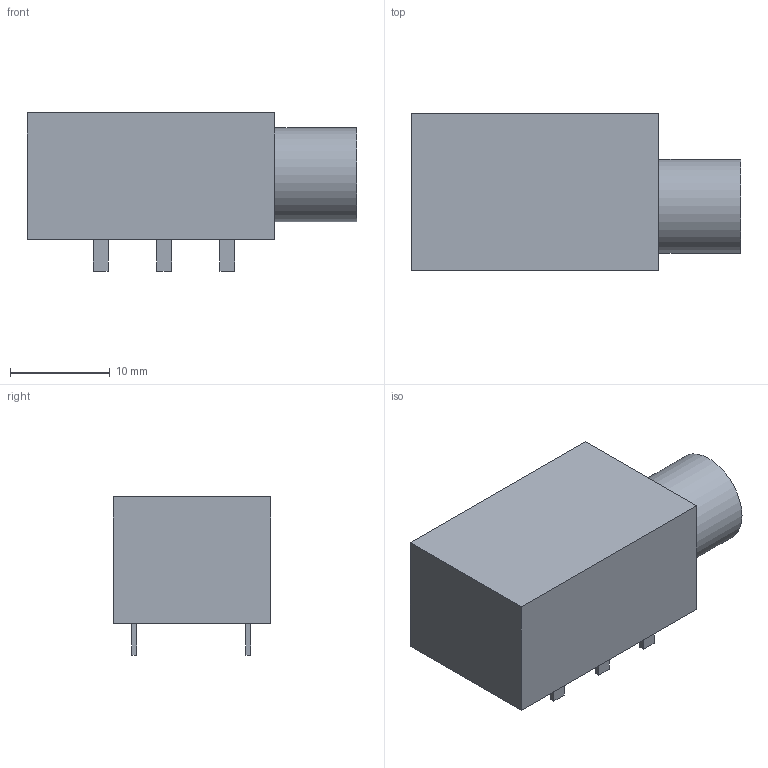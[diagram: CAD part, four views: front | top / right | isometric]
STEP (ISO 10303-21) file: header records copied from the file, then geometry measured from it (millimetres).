
FILE_DESCRIPTION(('FreeCAD Model'),'2;1');
FILE_NAME('Open CASCADE Shape Model','2023-06-22T18:01:50',('Author'),( ''),'Open CASCADE STEP processor 7.6','FreeCAD','Unknown');
FILE_SCHEMA(('AUTOMOTIVE_DESIGN { 1 0 10303 214 1 1 1 1 }'));
Length unit declared in the file: millimetre
Products named in the file (1): Body
Bounding box: 33 x 15.75 x 15.85 mm (x, y, z)
Volume: 5543.9 mm3; surface area: 2128.9 mm2
Topology: 1 solids, 1 shells, 38 faces, 87 edges, 58 vertices
Faces by surface type: plane 37, cylinder 1
Full cylindrical faces by diameter (mm): 9.4 x1
Entity records: 2206 total; most frequent: CARTESIAN_POINT 358, DIRECTION 341, LINE 257, VECTOR 257, ORIENTED_EDGE 174, PCURVE 174, DEFINITIONAL_REPRESENTATION 174, EDGE_CURVE 87
